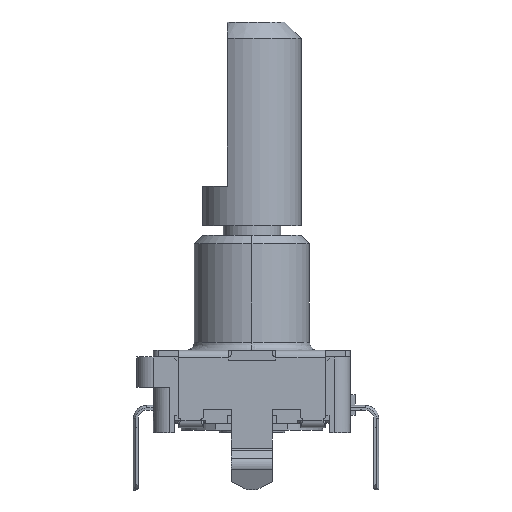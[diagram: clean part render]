
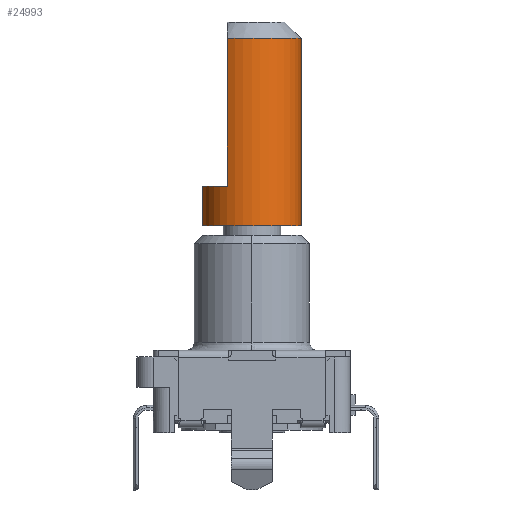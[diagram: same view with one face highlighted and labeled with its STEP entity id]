
A CAD part, left-side view. The second image highlights one B-rep face of the part: STEP entity #24993.
In plain terms, the highlighted cylindrical face has radius 3 mm (diameter 6 mm), a partial arc.
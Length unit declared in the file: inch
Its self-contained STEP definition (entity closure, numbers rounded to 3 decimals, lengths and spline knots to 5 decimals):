
#451 = AXIS2_PLACEMENT_3D ( 'NONE', #11452, #22388, #2946 ) ;
#534 = CARTESIAN_POINT ( 'NONE',  ( -0.10229, 0.05906, 0.59055 ) ) ;
#1236 = FACE_OUTER_BOUND ( 'NONE', #10834, .T. ) ;
#1280 = EDGE_CURVE ( 'NONE', #14565, #3468, #2809, .T. ) ;
#1284 = CARTESIAN_POINT ( 'NONE',  ( -0.10229, 0.05906, 0.94488 ) ) ;
#1455 = VERTEX_POINT ( 'NONE', #20695 ) ;
#1686 = AXIS2_PLACEMENT_3D ( 'NONE', #22918, #2847, #24393 ) ;
#1985 = LINE ( 'NONE', #10612, #23455 ) ;
#2038 = CARTESIAN_POINT ( 'NONE',  ( 0., 0., 0.94488 ) ) ;
#2156 = CIRCLE ( 'NONE', #1686, 0.11811 ) ;
#2643 = EDGE_CURVE ( 'NONE', #3293, #14565, #23414, .T. ) ;
#2809 = CIRCLE ( 'NONE', #21815, 0.11811 ) ;
#2847 = DIRECTION ( 'NONE',  ( 0., 0., 1. ) ) ;
#2946 = DIRECTION ( 'NONE',  ( 0., -1., 0. ) ) ;
#3293 = VERTEX_POINT ( 'NONE', #8108 ) ;
#3468 = VERTEX_POINT ( 'NONE', #1284 ) ;
#4703 = DIRECTION ( 'NONE',  ( 0., 0., -1. ) ) ;
#5266 = VERTEX_POINT ( 'NONE', #534 ) ;
#6146 = DIRECTION ( 'NONE',  ( 0., -1., 0. ) ) ;
#6175 = EDGE_CURVE ( 'NONE', #1455, #3293, #2156, .T. ) ;
#7450 = CYLINDRICAL_SURFACE ( 'NONE', #451, 0.11811 ) ;
#8108 = CARTESIAN_POINT ( 'NONE',  ( 0., -0.11811, 0.49606 ) ) ;
#8511 = CARTESIAN_POINT ( 'NONE',  ( 0., 0., 0.59055 ) ) ;
#8514 = ORIENTED_EDGE ( 'NONE', *, *, #2643, .T. ) ;
#9131 = ORIENTED_EDGE ( 'NONE', *, *, #24408, .T. ) ;
#9889 = CIRCLE ( 'NONE', #18070, 0.11811 ) ;
#10165 = CARTESIAN_POINT ( 'NONE',  ( -0.10229, 0.05906, 1.17091 ) ) ;
#10612 = CARTESIAN_POINT ( 'NONE',  ( 0., 0.11811, 1.17091 ) ) ;
#10671 = DIRECTION ( 'NONE',  ( 0., 0., -1. ) ) ;
#10834 = EDGE_LOOP ( 'NONE', ( #23497, #13914, #8514, #21382, #15632, #9131 ) ) ;
#10958 = EDGE_CURVE ( 'NONE', #3468, #5266, #18686, .T. ) ;
#11452 = CARTESIAN_POINT ( 'NONE',  ( 0., 0., 1.17091 ) ) ;
#12627 = DIRECTION ( 'NONE',  ( 0., 0., 1. ) ) ;
#13914 = ORIENTED_EDGE ( 'NONE', *, *, #6175, .T. ) ;
#14536 = VECTOR ( 'NONE', #18820, 39.37008 ) ;
#14565 = VERTEX_POINT ( 'NONE', #23615 ) ;
#15515 = VERTEX_POINT ( 'NONE', #17479 ) ;
#15632 = ORIENTED_EDGE ( 'NONE', *, *, #10958, .T. ) ;
#17479 = CARTESIAN_POINT ( 'NONE',  ( 0., 0.11811, 0.59055 ) ) ;
#17596 = DIRECTION ( 'NONE',  ( 0., -1., 0. ) ) ;
#18070 = AXIS2_PLACEMENT_3D ( 'NONE', #8511, #4703, #17596 ) ;
#18686 = LINE ( 'NONE', #10165, #14536 ) ;
#18820 = DIRECTION ( 'NONE',  ( 0., 0., -1. ) ) ;
#20695 = CARTESIAN_POINT ( 'NONE',  ( 0., 0.11811, 0.49606 ) ) ;
#21382 = ORIENTED_EDGE ( 'NONE', *, *, #1280, .T. ) ;
#21815 = AXIS2_PLACEMENT_3D ( 'NONE', #2038, #10671, #6146 ) ;
#22388 = DIRECTION ( 'NONE',  ( 0., 0., 1. ) ) ;
#22918 = CARTESIAN_POINT ( 'NONE',  ( 0., 0., 0.49606 ) ) ;
#23414 = LINE ( 'NONE', #23559, #26833 ) ;
#23455 = VECTOR ( 'NONE', #25806, 39.37008 ) ;
#23497 = ORIENTED_EDGE ( 'NONE', *, *, #23993, .F. ) ;
#23559 = CARTESIAN_POINT ( 'NONE',  ( 0., -0.11811, 1.17091 ) ) ;
#23615 = CARTESIAN_POINT ( 'NONE',  ( 0., -0.11811, 0.94488 ) ) ;
#23993 = EDGE_CURVE ( 'NONE', #1455, #15515, #1985, .T. ) ;
#24393 = DIRECTION ( 'NONE',  ( 0., -1., 0. ) ) ;
#24408 = EDGE_CURVE ( 'NONE', #5266, #15515, #9889, .T. ) ;
#24993 = ADVANCED_FACE ( 'NONE', ( #1236 ), #7450, .T. ) ;
#25806 = DIRECTION ( 'NONE',  ( 0., 0., 1. ) ) ;
#26833 = VECTOR ( 'NONE', #12627, 39.37008 ) ;
